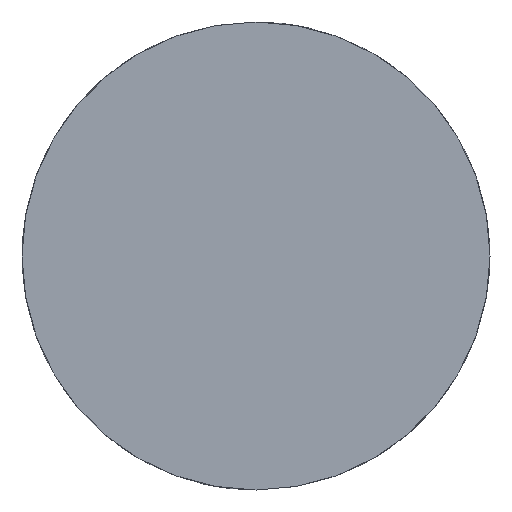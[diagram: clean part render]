
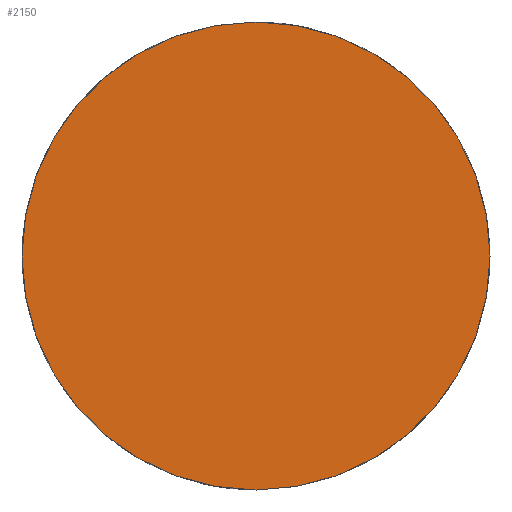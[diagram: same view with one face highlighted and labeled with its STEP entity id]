
A CAD part, front view. The second image highlights one B-rep face of the part: STEP entity #2150.
In plain terms, the highlighted planar face has unit normal (0, -1, 0).
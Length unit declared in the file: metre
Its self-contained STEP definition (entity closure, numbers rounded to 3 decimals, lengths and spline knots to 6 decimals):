
#340=PLANE('',#2347);
#341=CIRCLE('',#2165,0.07);
#1065=ORIENTED_EDGE('',*,*,#1067,.T.);
#1067=EDGE_CURVE('',#1385,#1385,#341,.T.);
#1385=VERTEX_POINT('',#2856);
#1828=EDGE_LOOP('',(#1065));
#1972=FACE_BOUND('',#1828,.T.);
#2150=ADVANCED_FACE('',(#1972),#340,.T.);
#2165=AXIS2_PLACEMENT_3D('',#2855,#2352,#2353);
#2347=AXIS2_PLACEMENT_3D('',#5438,#2831,#2832);
#2352=DIRECTION('',(0.,-1.,0.));
#2353=DIRECTION('',(0.,0.,-1.));
#2831=DIRECTION('',(0.,-1.,0.));
#2832=DIRECTION('',(1.,0.,0.));
#2855=CARTESIAN_POINT('',(0.,0.,0.));
#2856=CARTESIAN_POINT('',(0.,0.,-0.07));
#5438=CARTESIAN_POINT('',(0.,0.,0.));
